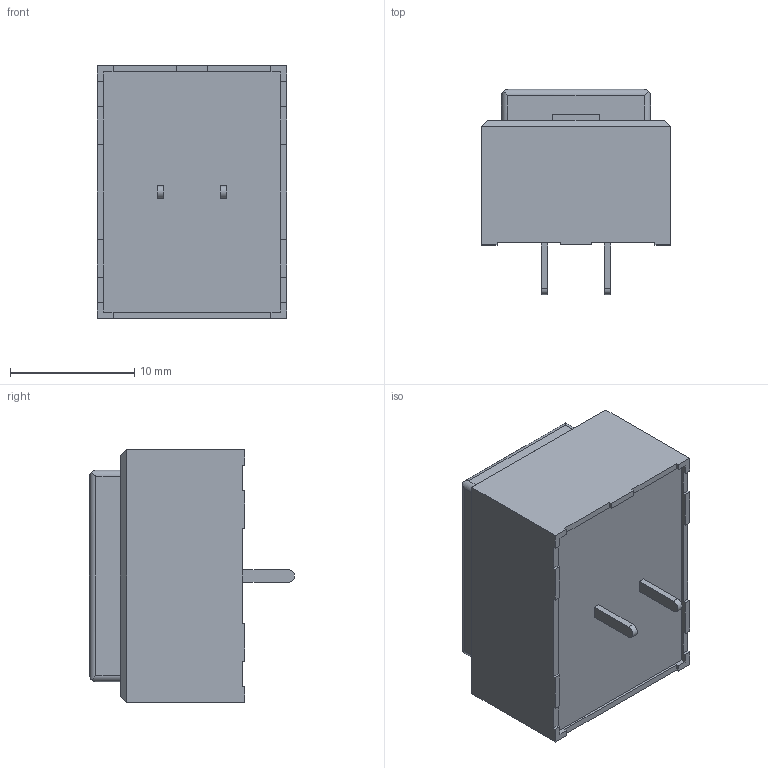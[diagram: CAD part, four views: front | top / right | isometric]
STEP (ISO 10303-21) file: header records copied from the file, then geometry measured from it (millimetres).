
FILE_DESCRIPTION(/* description */ (''),/* implementation_level */ '2;1');
FILE_NAME(/* name */ 'ELEC_IndicatorAmber_UB03KW035D-NR.iam.step',/* time_stamp */ '2015-01-02T19:31:29-08:00',/* author */ ('Philip'),/* organization */ (''),/* preprocessor_version */ 'ST-DEVELOPER v15.6',/* originating_system */ 'Autodesk Inventor 2015',/* authorisation */ '');
FILE_SCHEMA (('AUTOMOTIVE_DESIGN { 1 0 10303 214 3 1 1 }'));
Length unit declared in the file: inch
Products named in the file (4): _UBRK-body_; _UBW-straight_pc; _UBRK5DDB-lens; ELEC_IndicatorAmber_UB03KW035D-NR
Assembly tree (4 placements, depth 2):
  ELEC_IndicatorAmber_UB03KW035D-NR
    _UBRK-body_
    _UBW-straight_pc  x2
    _UBRK5DDB-lens
Bounding box: 15.24 x 16.48 x 20.32 mm (x, y, z)
Volume: 2144.9 mm3; surface area: 2333.4 mm2
Topology: 4 solids, 4 shells, 102 faces, 272 edges, 180 vertices
Faces by surface type: plane 84, cylinder 18
Entity records: 3096 total; most frequent: CARTESIAN_POINT 536, ORIENTED_EDGE 520, DIRECTION 502, EDGE_CURVE 260, LINE 226, VECTOR 226, VERTEX_POINT 172, AXIS2_PLACEMENT_3D 138
